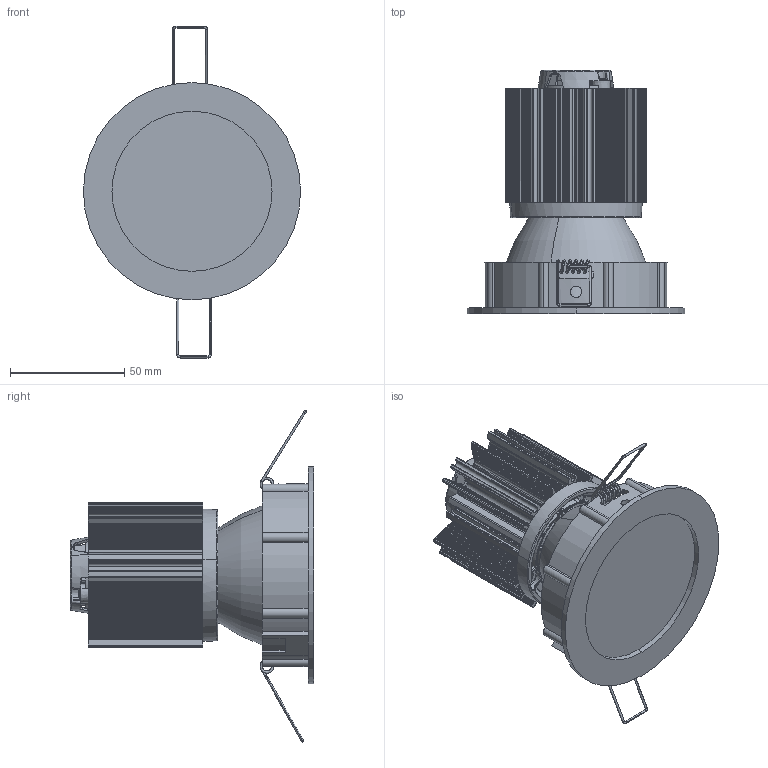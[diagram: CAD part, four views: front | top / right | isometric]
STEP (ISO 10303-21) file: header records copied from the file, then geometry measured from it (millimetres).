
FILE_DESCRIPTION (( 'STEP AP214' ), '1' );
FILE_NAME ('Ensamble 530-531 LED.STEP', '2024-07-29T12:08:35', ( '' ), ( '' ), 'SwSTEP 2.0', 'SolidWorks 2024', '' );
FILE_SCHEMA (( 'AUTOMOTIVE_DESIGN' ));
Length unit declared in the file: millimetre
Products named in the file (1): Ensamble  530-531 LED
Bounding box: 95 x 106.5 x 145.16 mm (x, y, z)
Surface area: 108217 mm2 (no closed solid volume)
Topology: 0 solids, 16 shells, 3532 faces, 10133 edges, 6656 vertices
Faces by surface type: plane 2048, bspline 688, cylinder 568, cone 212, torus 16
Entity records: 165861 total; most frequent: CARTESIAN_POINT 88660, ORIENTED_EDGE 20172, EDGE_CURVE 10105, DIRECTION 10088, VERTEX_POINT 6656, B_SPLINE_CURVE_WITH_KNOTS 6064, EDGE_LOOP 3641, AXIS2_PLACEMENT_3D 3572
